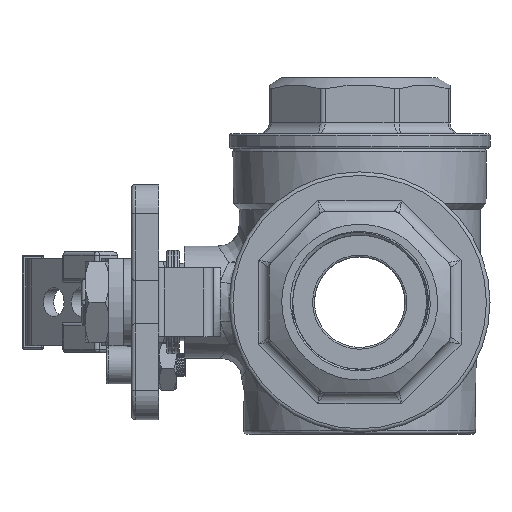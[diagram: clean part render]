
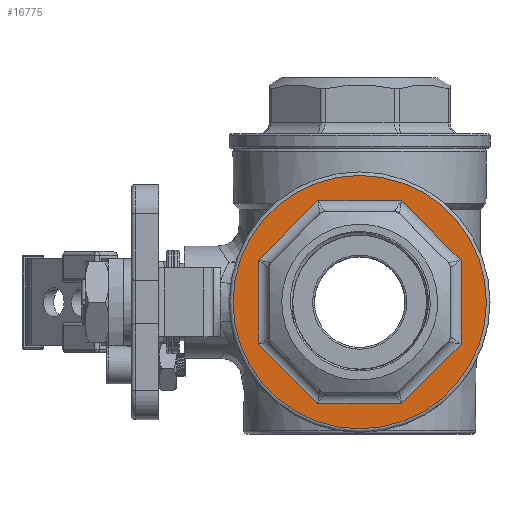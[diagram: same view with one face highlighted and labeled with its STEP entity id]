
A CAD part, left-side view. The second image highlights one B-rep face of the part: STEP entity #16775.
In plain terms, the highlighted planar face has unit normal (-1, 0, 0).
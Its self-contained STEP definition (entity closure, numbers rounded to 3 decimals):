
#316=PLANE('',#17912);
#1959=LINE('',#28260,#3314);
#1960=LINE('',#28263,#3315);
#1961=LINE('',#28265,#3316);
#1962=LINE('',#28267,#3317);
#1963=LINE('',#28269,#3318);
#1964=LINE('',#28271,#3319);
#1965=LINE('',#28273,#3320);
#1966=LINE('',#28275,#3321);
#3314=VECTOR('',#19523,1000.);
#3315=VECTOR('',#19524,1000.);
#3316=VECTOR('',#19525,1000.);
#3317=VECTOR('',#19526,1000.);
#3318=VECTOR('',#19527,1000.);
#3319=VECTOR('',#19528,1000.);
#3320=VECTOR('',#19529,1000.);
#3321=VECTOR('',#19530,1000.);
#5483=ORIENTED_EDGE('',*,*,#9864,.T.);
#5484=ORIENTED_EDGE('',*,*,#10601,.T.);
#5485=ORIENTED_EDGE('',*,*,#10602,.T.);
#5486=ORIENTED_EDGE('',*,*,#10603,.T.);
#5487=ORIENTED_EDGE('',*,*,#10604,.T.);
#5488=ORIENTED_EDGE('',*,*,#10605,.T.);
#5489=ORIENTED_EDGE('',*,*,#10606,.T.);
#5490=ORIENTED_EDGE('',*,*,#10607,.T.);
#5491=ORIENTED_EDGE('',*,*,#10608,.T.);
#9864=EDGE_CURVE('',#12460,#12460,#14141,.T.);
#10601=EDGE_CURVE('',#13150,#13151,#1959,.T.);
#10602=EDGE_CURVE('',#13151,#13152,#1960,.T.);
#10603=EDGE_CURVE('',#13152,#13153,#1961,.T.);
#10604=EDGE_CURVE('',#13153,#13154,#1962,.T.);
#10605=EDGE_CURVE('',#13154,#13155,#1963,.T.);
#10606=EDGE_CURVE('',#13155,#13156,#1964,.T.);
#10607=EDGE_CURVE('',#13156,#13157,#1965,.T.);
#10608=EDGE_CURVE('',#13157,#13150,#1966,.T.);
#12460=VERTEX_POINT('',#22509);
#13150=VERTEX_POINT('',#28261);
#13151=VERTEX_POINT('',#28262);
#13152=VERTEX_POINT('',#28264);
#13153=VERTEX_POINT('',#28266);
#13154=VERTEX_POINT('',#28268);
#13155=VERTEX_POINT('',#28270);
#13156=VERTEX_POINT('',#28272);
#13157=VERTEX_POINT('',#28274);
#14141=CIRCLE('',#17704,35.);
#14603=EDGE_LOOP('',(#5483));
#14604=EDGE_LOOP('',(#5484,#5485,#5486,#5487,#5488,#5489,#5490,#5491));
#15709=FACE_BOUND('',#14603,.T.);
#15710=FACE_BOUND('',#14604,.T.);
#16775=ADVANCED_FACE('',(#15709,#15710),#316,.T.);
#17704=AXIS2_PLACEMENT_3D('',#22508,#18833,#18834);
#17912=AXIS2_PLACEMENT_3D('',#28259,#19521,#19522);
#18833=DIRECTION('',(-1.,0.,0.));
#18834=DIRECTION('',(0.,0.,1.));
#19521=DIRECTION('',(-1.,0.,0.));
#19522=DIRECTION('',(0.,0.,1.));
#19523=DIRECTION('',(0.,0.707,0.707));
#19524=DIRECTION('',(0.,0.,1.));
#19525=DIRECTION('',(0.,-0.707,0.707));
#19526=DIRECTION('',(0.,-1.,0.));
#19527=DIRECTION('',(0.,-0.707,-0.707));
#19528=DIRECTION('',(0.,0.,-1.));
#19529=DIRECTION('',(0.,0.707,-0.707));
#19530=DIRECTION('',(0.,1.,0.));
#22508=CARTESIAN_POINT('',(-46.5,0.,0.));
#22509=CARTESIAN_POINT('',(-46.5,0.,35.));
#28259=CARTESIAN_POINT('',(-46.5,0.,0.));
#28260=CARTESIAN_POINT('',(-46.5,19.799,-19.799));
#28261=CARTESIAN_POINT('',(-46.5,11.598,-28.));
#28262=CARTESIAN_POINT('',(-46.5,28.,-11.598));
#28263=CARTESIAN_POINT('',(-46.5,28.,0.));
#28264=CARTESIAN_POINT('',(-46.5,28.,11.598));
#28265=CARTESIAN_POINT('',(-46.5,19.799,19.799));
#28266=CARTESIAN_POINT('',(-46.5,11.598,28.));
#28267=CARTESIAN_POINT('',(-46.5,0.,28.));
#28268=CARTESIAN_POINT('',(-46.5,-11.598,28.));
#28269=CARTESIAN_POINT('',(-46.5,-19.799,19.799));
#28270=CARTESIAN_POINT('',(-46.5,-28.,11.598));
#28271=CARTESIAN_POINT('',(-46.5,-28.,0.));
#28272=CARTESIAN_POINT('',(-46.5,-28.,-11.598));
#28273=CARTESIAN_POINT('',(-46.5,-19.799,-19.799));
#28274=CARTESIAN_POINT('',(-46.5,-11.598,-28.));
#28275=CARTESIAN_POINT('',(-46.5,0.,-28.));
